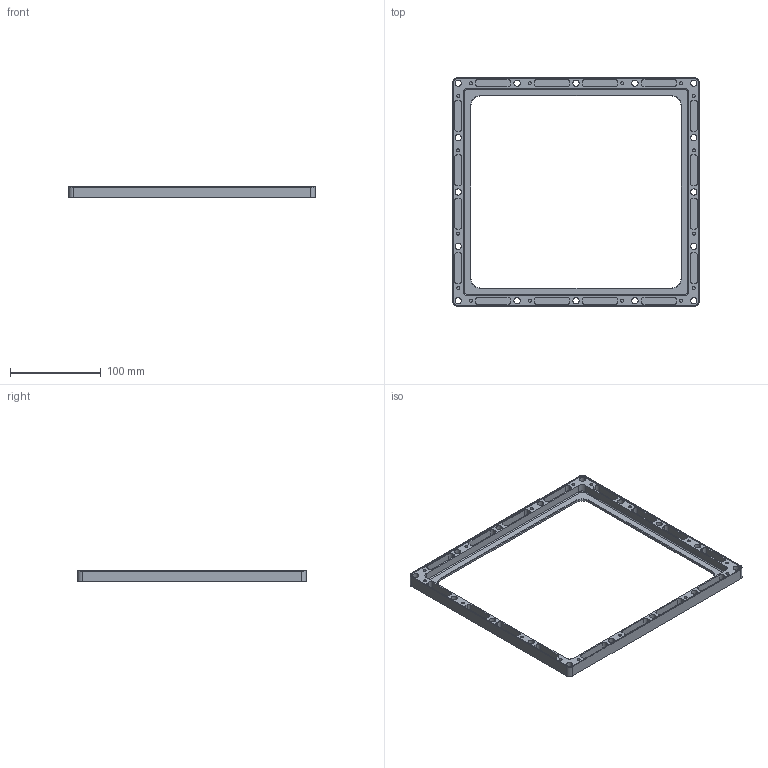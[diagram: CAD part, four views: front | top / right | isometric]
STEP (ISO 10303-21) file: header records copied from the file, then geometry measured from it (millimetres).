
FILE_DESCRIPTION((''),'2;1');
FILE_NAME('YAKUANG','2021-11-21T',('fanyzh'),('babu'),'PRO/ENGINEER BY PARAMETRIC TECHNOLOGY CORPORATION, 2010280','PRO/ENGINEER BY PARAMETRIC TECHNOLOGY CORPORATION, 2010280','');
FILE_SCHEMA(('AP203_CONFIGURATION_CONTROLLED_3D_DESIGN_OF_MECHANICAL_PARTS_AND_ASSEMBLIES_MIM_LF'));
Length unit declared in the file: millimetre
Products named in the file (1): YAKUANG
Bounding box: 272 x 252 x 13 mm (x, y, z)
Volume: 110360.9 mm3; surface area: 80156.9 mm2
Topology: 1 solids, 1 shells, 276 faces, 704 edges, 464 vertices
Faces by surface type: cylinder 148, plane 120, cone 4, torus 4
Entity records: 11265 total; most frequent: DIRECTION 1656, CARTESIAN_POINT 1521, ORIENTED_EDGE 1408, PRESENTATION_STYLE_ASSIGNMENT 772, STYLED_ITEM 772, CURVE_STYLE 771, EDGE_CURVE 704, AXIS2_PLACEMENT_3D 602
